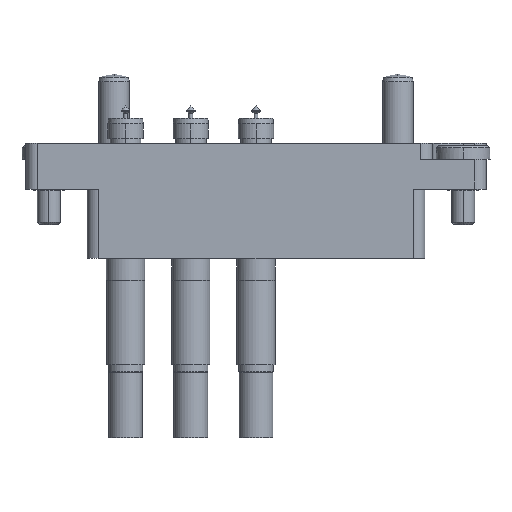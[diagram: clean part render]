
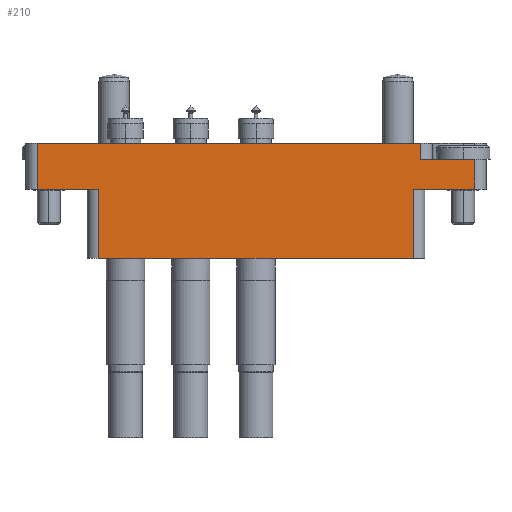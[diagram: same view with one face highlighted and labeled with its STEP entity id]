
A CAD part, left-side view. The second image highlights one B-rep face of the part: STEP entity #210.
In plain terms, the highlighted face is planar.
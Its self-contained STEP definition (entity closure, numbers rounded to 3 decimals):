
#210 = ADVANCED_FACE ( 'NONE', ( #2471 ), #16500, .F. ) ;
#277 = VERTEX_POINT ( 'NONE', #2702 ) ;
#836 = CARTESIAN_POINT ( 'NONE',  ( -30., 6., 14.35 ) ) ;
#1165 = VERTEX_POINT ( 'NONE', #3280 ) ;
#1270 = EDGE_CURVE ( 'NONE', #21150, #6340, #14262, .T. ) ;
#1343 = ORIENTED_EDGE ( 'NONE', *, *, #12801, .T. ) ;
#1422 = CARTESIAN_POINT ( 'NONE',  ( 20.5, 0., 14.35 ) ) ;
#1562 = CARTESIAN_POINT ( 'NONE',  ( -28.5, 0., 14.35 ) ) ;
#1767 = ORIENTED_EDGE ( 'NONE', *, *, #12525, .F. ) ;
#1858 = VECTOR ( 'NONE', #19352, 1000. ) ;
#2408 = EDGE_CURVE ( 'NONE', #16161, #19487, #15932, .T. ) ;
#2471 = FACE_OUTER_BOUND ( 'NONE', #13777, .T. ) ;
#2702 = CARTESIAN_POINT ( 'NONE',  ( 28.5, 3.9, 14.35 ) ) ;
#2807 = AXIS2_PLACEMENT_3D ( 'NONE', #11112, #4092, #11232 ) ;
#3179 = LINE ( 'NONE', #10073, #10924 ) ;
#3280 = CARTESIAN_POINT ( 'NONE',  ( 21.5, 3.9, 14.35 ) ) ;
#3567 = LINE ( 'NONE', #21156, #1858 ) ;
#4037 = LINE ( 'NONE', #9657, #22115 ) ;
#4067 = VECTOR ( 'NONE', #9723, 1000. ) ;
#4092 = DIRECTION ( 'NONE',  ( 0., 0., -1. ) ) ;
#4505 = EDGE_CURVE ( 'NONE', #19866, #19487, #3567, .T. ) ;
#4927 = LINE ( 'NONE', #1422, #20250 ) ;
#5333 = ORIENTED_EDGE ( 'NONE', *, *, #12952, .F. ) ;
#5343 = CARTESIAN_POINT ( 'NONE',  ( -20.5, -9., 14.35 ) ) ;
#5465 = ORIENTED_EDGE ( 'NONE', *, *, #14037, .T. ) ;
#5937 = CARTESIAN_POINT ( 'NONE',  ( 28.5, 0., 14.35 ) ) ;
#5983 = LINE ( 'NONE', #20041, #12423 ) ;
#6319 = DIRECTION ( 'NONE',  ( 0., -1., 0. ) ) ;
#6321 = DIRECTION ( 'NONE',  ( 1., 0., 0. ) ) ;
#6340 = VERTEX_POINT ( 'NONE', #5343 ) ;
#6422 = VECTOR ( 'NONE', #20782, 1000. ) ;
#6776 = VECTOR ( 'NONE', #21687, 1000. ) ;
#7730 = LINE ( 'NONE', #836, #4067 ) ;
#8340 = ORIENTED_EDGE ( 'NONE', *, *, #20528, .T. ) ;
#8843 = VERTEX_POINT ( 'NONE', #5937 ) ;
#9657 = CARTESIAN_POINT ( 'NONE',  ( 28.5, 3.9, 14.35 ) ) ;
#9723 = DIRECTION ( 'NONE',  ( 1., 0., 0. ) ) ;
#9951 = ORIENTED_EDGE ( 'NONE', *, *, #4505, .F. ) ;
#9991 = LINE ( 'NONE', #22409, #6422 ) ;
#10073 = CARTESIAN_POINT ( 'NONE',  ( 30., 3.9, 14.35 ) ) ;
#10541 = CARTESIAN_POINT ( 'NONE',  ( -28.5, 0., 14.35 ) ) ;
#10924 = VECTOR ( 'NONE', #6321, 1000. ) ;
#11097 = CARTESIAN_POINT ( 'NONE',  ( -22., -9., 14.35 ) ) ;
#11112 = CARTESIAN_POINT ( 'NONE',  ( -30., 0., 14.35 ) ) ;
#11125 = DIRECTION ( 'NONE',  ( 0., 1., 0. ) ) ;
#11232 = DIRECTION ( 'NONE',  ( -1., 0., 0. ) ) ;
#11259 = VECTOR ( 'NONE', #6319, 1000. ) ;
#11477 = EDGE_CURVE ( 'NONE', #8843, #277, #4037, .T. ) ;
#12062 = DIRECTION ( 'NONE',  ( 0., 1., 0. ) ) ;
#12423 = VECTOR ( 'NONE', #11125, 1000. ) ;
#12525 = EDGE_CURVE ( 'NONE', #8843, #20190, #9991, .T. ) ;
#12783 = ORIENTED_EDGE ( 'NONE', *, *, #1270, .F. ) ;
#12801 = EDGE_CURVE ( 'NONE', #1165, #19153, #5983, .T. ) ;
#12952 = EDGE_CURVE ( 'NONE', #1165, #277, #3179, .T. ) ;
#13157 = DIRECTION ( 'NONE',  ( 0., 1., 0. ) ) ;
#13777 = EDGE_LOOP ( 'NONE', ( #12783, #5465, #1767, #21118, #5333, #1343, #20676, #14493, #9951, #8340 ) ) ;
#14037 = EDGE_CURVE ( 'NONE', #21150, #20190, #4927, .T. ) ;
#14262 = LINE ( 'NONE', #11097, #21967 ) ;
#14493 = ORIENTED_EDGE ( 'NONE', *, *, #2408, .T. ) ;
#14980 = CARTESIAN_POINT ( 'NONE',  ( 21.5, 6., 14.35 ) ) ;
#15352 = CARTESIAN_POINT ( 'NONE',  ( 20.5, 0., 14.35 ) ) ;
#15932 = LINE ( 'NONE', #1562, #6776 ) ;
#16161 = VERTEX_POINT ( 'NONE', #19215 ) ;
#16500 = PLANE ( 'NONE',  #2807 ) ;
#16995 = LINE ( 'NONE', #18969, #11259 ) ;
#17850 = CARTESIAN_POINT ( 'NONE',  ( -20.5, 0., 14.35 ) ) ;
#18969 = CARTESIAN_POINT ( 'NONE',  ( -20.5, 0., 14.35 ) ) ;
#19153 = VERTEX_POINT ( 'NONE', #14980 ) ;
#19215 = CARTESIAN_POINT ( 'NONE',  ( -28.5, 6., 14.35 ) ) ;
#19352 = DIRECTION ( 'NONE',  ( -1., 0., 0. ) ) ;
#19487 = VERTEX_POINT ( 'NONE', #10541 ) ;
#19866 = VERTEX_POINT ( 'NONE', #17850 ) ;
#20041 = CARTESIAN_POINT ( 'NONE',  ( 21.5, 0., 14.35 ) ) ;
#20190 = VERTEX_POINT ( 'NONE', #15352 ) ;
#20250 = VECTOR ( 'NONE', #12062, 1000. ) ;
#20528 = EDGE_CURVE ( 'NONE', #19866, #6340, #16995, .T. ) ;
#20676 = ORIENTED_EDGE ( 'NONE', *, *, #22817, .F. ) ;
#20782 = DIRECTION ( 'NONE',  ( -1., 0., 0. ) ) ;
#21118 = ORIENTED_EDGE ( 'NONE', *, *, #11477, .T. ) ;
#21150 = VERTEX_POINT ( 'NONE', #23052 ) ;
#21156 = CARTESIAN_POINT ( 'NONE',  ( 30., 0., 14.35 ) ) ;
#21687 = DIRECTION ( 'NONE',  ( 0., -1., 0. ) ) ;
#21901 = DIRECTION ( 'NONE',  ( -1., 0., 0. ) ) ;
#21967 = VECTOR ( 'NONE', #21901, 1000. ) ;
#22115 = VECTOR ( 'NONE', #13157, 1000. ) ;
#22409 = CARTESIAN_POINT ( 'NONE',  ( 30., 0., 14.35 ) ) ;
#22817 = EDGE_CURVE ( 'NONE', #16161, #19153, #7730, .T. ) ;
#23052 = CARTESIAN_POINT ( 'NONE',  ( 20.5, -9., 14.35 ) ) ;
